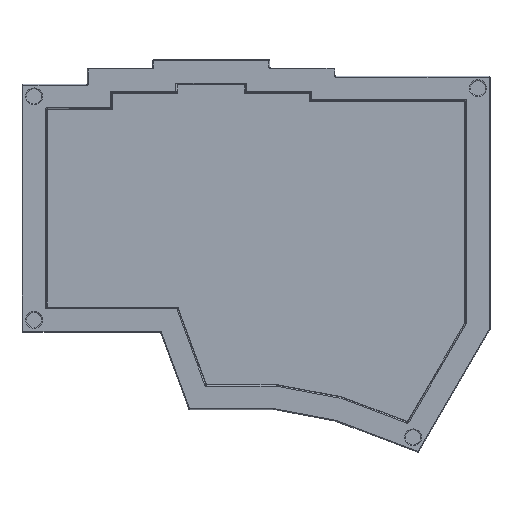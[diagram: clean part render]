
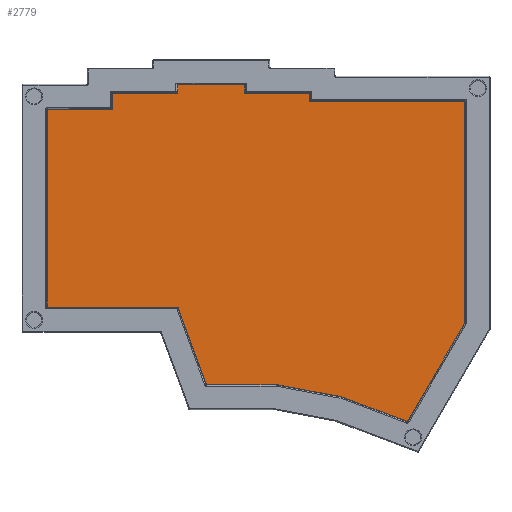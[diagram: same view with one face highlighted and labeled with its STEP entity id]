
A CAD part, top view. The second image highlights one B-rep face of the part: STEP entity #2779.
In plain terms, the highlighted planar face has unit normal (0, 0, 1).
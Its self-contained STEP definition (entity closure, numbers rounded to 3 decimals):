
#201=LINE('',#4485,#401);
#222=LINE('',#4643,#422);
#234=LINE('',#4681,#434);
#236=LINE('',#4684,#436);
#239=LINE('',#4689,#439);
#242=LINE('',#4695,#442);
#244=LINE('',#4700,#444);
#247=LINE('',#4706,#447);
#249=LINE('',#4711,#449);
#252=LINE('',#4717,#452);
#254=LINE('',#4722,#454);
#257=LINE('',#4728,#457);
#259=LINE('',#4735,#459);
#262=LINE('',#4741,#462);
#264=LINE('',#4747,#464);
#267=LINE('',#4753,#467);
#268=LINE('',#4755,#468);
#401=VECTOR('',#3442,10.);
#422=VECTOR('',#3635,10.);
#434=VECTOR('',#3687,10.);
#436=VECTOR('',#3691,10.);
#439=VECTOR('',#3698,10.);
#442=VECTOR('',#3703,10.);
#444=VECTOR('',#3711,10.);
#447=VECTOR('',#3716,10.);
#449=VECTOR('',#3724,10.);
#452=VECTOR('',#3729,10.);
#454=VECTOR('',#3737,10.);
#457=VECTOR('',#3742,10.);
#459=VECTOR('',#3752,10.);
#462=VECTOR('',#3757,10.);
#464=VECTOR('',#3765,10.);
#467=VECTOR('',#3772,10.);
#468=VECTOR('',#3775,10.);
#576=PLANE('',#3094);
#686=FACE_OUTER_BOUND('',#886,.T.);
#886=EDGE_LOOP('',(#2214,#2215,#2216,#2217,#2218,#2219,#2220,#2221,#2222,
#2223,#2224,#2225,#2226,#2227,#2228,#2229,#2230,#2231,#2232,#2233));
#1047=CIRCLE('',#2983,0.5);
#1054=CIRCLE('',#2995,0.5);
#1076=CIRCLE('',#3030,0.5);
#1261=VERTEX_POINT('',#4483);
#1262=VERTEX_POINT('',#4484);
#1267=VERTEX_POINT('',#4498);
#1271=VERTEX_POINT('',#4509);
#1277=VERTEX_POINT('',#4529);
#1283=VERTEX_POINT('',#4549);
#1284=VERTEX_POINT('',#4550);
#1290=VERTEX_POINT('',#4571);
#1291=VERTEX_POINT('',#4572);
#1298=VERTEX_POINT('',#4592);
#1300=VERTEX_POINT('',#4600);
#1307=VERTEX_POINT('',#4619);
#1310=VERTEX_POINT('',#4634);
#1311=VERTEX_POINT('',#4635);
#1321=VERTEX_POINT('',#4694);
#1323=VERTEX_POINT('',#4705);
#1325=VERTEX_POINT('',#4716);
#1327=VERTEX_POINT('',#4727);
#1330=VERTEX_POINT('',#4740);
#1331=VERTEX_POINT('',#4746);
#1496=EDGE_CURVE('',#1261,#1262,#201,.T.);
#1528=EDGE_CURVE('',#1283,#1284,#1047,.T.);
#1539=EDGE_CURVE('',#1290,#1291,#1054,.T.);
#1570=EDGE_CURVE('',#1310,#1311,#1076,.T.);
#1574=EDGE_CURVE('',#1311,#1307,#222,.T.);
#1595=EDGE_CURVE('',#1300,#1310,#234,.T.);
#1597=EDGE_CURVE('',#1307,#1298,#236,.T.);
#1600=EDGE_CURVE('',#1291,#1300,#239,.T.);
#1603=EDGE_CURVE('',#1298,#1321,#242,.T.);
#1606=EDGE_CURVE('',#1284,#1290,#244,.T.);
#1609=EDGE_CURVE('',#1321,#1323,#247,.T.);
#1612=EDGE_CURVE('',#1277,#1283,#249,.T.);
#1615=EDGE_CURVE('',#1323,#1325,#252,.T.);
#1618=EDGE_CURVE('',#1271,#1277,#254,.T.);
#1621=EDGE_CURVE('',#1325,#1327,#257,.T.);
#1625=EDGE_CURVE('',#1267,#1271,#259,.T.);
#1628=EDGE_CURVE('',#1327,#1330,#262,.T.);
#1631=EDGE_CURVE('',#1331,#1267,#264,.T.);
#1635=EDGE_CURVE('',#1330,#1261,#267,.T.);
#1636=EDGE_CURVE('',#1262,#1331,#268,.T.);
#2214=ORIENTED_EDGE('',*,*,#1570,.F.);
#2215=ORIENTED_EDGE('',*,*,#1595,.F.);
#2216=ORIENTED_EDGE('',*,*,#1600,.F.);
#2217=ORIENTED_EDGE('',*,*,#1539,.F.);
#2218=ORIENTED_EDGE('',*,*,#1606,.F.);
#2219=ORIENTED_EDGE('',*,*,#1528,.F.);
#2220=ORIENTED_EDGE('',*,*,#1612,.F.);
#2221=ORIENTED_EDGE('',*,*,#1618,.F.);
#2222=ORIENTED_EDGE('',*,*,#1625,.F.);
#2223=ORIENTED_EDGE('',*,*,#1631,.F.);
#2224=ORIENTED_EDGE('',*,*,#1636,.F.);
#2225=ORIENTED_EDGE('',*,*,#1496,.F.);
#2226=ORIENTED_EDGE('',*,*,#1635,.F.);
#2227=ORIENTED_EDGE('',*,*,#1628,.F.);
#2228=ORIENTED_EDGE('',*,*,#1621,.F.);
#2229=ORIENTED_EDGE('',*,*,#1615,.F.);
#2230=ORIENTED_EDGE('',*,*,#1609,.F.);
#2231=ORIENTED_EDGE('',*,*,#1603,.F.);
#2232=ORIENTED_EDGE('',*,*,#1597,.F.);
#2233=ORIENTED_EDGE('',*,*,#1574,.F.);
#2779=ADVANCED_FACE('',(#686),#576,.T.);
#2983=AXIS2_PLACEMENT_3D('',#4551,#3520,#3521);
#2995=AXIS2_PLACEMENT_3D('',#4573,#3547,#3548);
#3030=AXIS2_PLACEMENT_3D('',#4636,#3625,#3626);
#3094=AXIS2_PLACEMENT_3D('',#4777,#3809,#3810);
#3442=DIRECTION('',(1.,0.,0.));
#3520=DIRECTION('center_axis',(0.,0.,1.));
#3521=DIRECTION('ref_axis',(0.269,0.963,0.));
#3547=DIRECTION('center_axis',(0.,0.,1.));
#3548=DIRECTION('ref_axis',(0.093,0.996,0.));
#3625=DIRECTION('center_axis',(0.,0.,1.));
#3626=DIRECTION('ref_axis',(0.572,0.82,0.));
#3635=DIRECTION('',(-1.,0.,0.));
#3687=DIRECTION('',(-0.346,0.938,0.));
#3691=DIRECTION('',(0.,1.,0.));
#3698=DIRECTION('',(-1.,0.,0.));
#3703=DIRECTION('',(1.,0.,0.));
#3711=DIRECTION('',(-0.983,0.184,0.));
#3716=DIRECTION('',(0.,1.,0.));
#3724=DIRECTION('',(-0.936,0.351,0.));
#3729=DIRECTION('',(1.,0.,0.));
#3737=DIRECTION('',(-0.504,-0.864,0.));
#3742=DIRECTION('',(0.,1.,0.));
#3752=DIRECTION('',(0.,-1.,0.));
#3757=DIRECTION('',(1.,0.,0.));
#3765=DIRECTION('',(1.,0.,0.));
#3772=DIRECTION('',(0.,-1.,0.));
#3775=DIRECTION('',(0.,-1.,0.));
#3809=DIRECTION('center_axis',(0.,0.,1.));
#3810=DIRECTION('ref_axis',(1.,0.,0.));
#4483=CARTESIAN_POINT('',(57.4,5.013,3.));
#4484=CARTESIAN_POINT('',(76.45,5.013,3.));
#4485=CARTESIAN_POINT('',(59.186,5.013,3.));
#4498=CARTESIAN_POINT('',(121.694,2.631,3.));
#4509=CARTESIAN_POINT('',(121.694,-61.98,3.));
#4529=CARTESIAN_POINT('',(104.885,-90.796,3.));
#4549=CARTESIAN_POINT('',(85.698,-83.601,3.));
#4550=CARTESIAN_POINT('',(85.615,-83.577,3.));
#4551=CARTESIAN_POINT('Origin',(85.523,-84.069,3.));
#4571=CARTESIAN_POINT('',(66.697,-80.03,3.));
#4572=CARTESIAN_POINT('',(66.605,-80.022,3.));
#4573=CARTESIAN_POINT('Origin',(66.605,-80.522,3.));
#4592=CARTESIAN_POINT('',(-0.25,0.25,3.));
#4600=CARTESIAN_POINT('',(46.26,-80.022,3.));
#4619=CARTESIAN_POINT('',(-0.25,-57.4,3.));
#4634=CARTESIAN_POINT('',(38.046,-57.727,3.));
#4635=CARTESIAN_POINT('',(37.577,-57.4,3.));
#4636=CARTESIAN_POINT('Origin',(37.577,-57.9,3.));
#4643=CARTESIAN_POINT('',(49.237,-57.4,3.));
#4681=CARTESIAN_POINT('',(40.944,-65.592,3.));
#4684=CARTESIAN_POINT('',(-0.25,-49.69,3.));
#4689=CARTESIAN_POINT('',(63.675,-80.022,3.));
#4694=CARTESIAN_POINT('',(18.8,0.25,3.));
#4695=CARTESIAN_POINT('',(30.111,0.25,3.));
#4700=CARTESIAN_POINT('',(69.812,-80.614,3.));
#4705=CARTESIAN_POINT('',(18.8,5.013,3.));
#4706=CARTESIAN_POINT('',(18.8,-20.615,3.));
#4711=CARTESIAN_POINT('',(77.559,-80.548,3.));
#4716=CARTESIAN_POINT('',(37.85,5.013,3.));
#4717=CARTESIAN_POINT('',(39.636,5.013,3.));
#4722=CARTESIAN_POINT('',(118.378,-67.665,3.));
#4727=CARTESIAN_POINT('',(37.85,7.394,3.));
#4728=CARTESIAN_POINT('',(37.85,-18.234,3.));
#4735=CARTESIAN_POINT('',(121.694,-19.424,3.));
#4740=CARTESIAN_POINT('',(57.4,7.394,3.));
#4741=CARTESIAN_POINT('',(49.161,7.394,3.));
#4746=CARTESIAN_POINT('',(76.45,2.631,3.));
#4747=CARTESIAN_POINT('',(68.711,2.631,3.));
#4753=CARTESIAN_POINT('',(57.4,-17.043,3.));
#4755=CARTESIAN_POINT('',(76.45,-18.234,3.));
#4777=CARTESIAN_POINT('Origin',(60.722,-41.73,3.));
